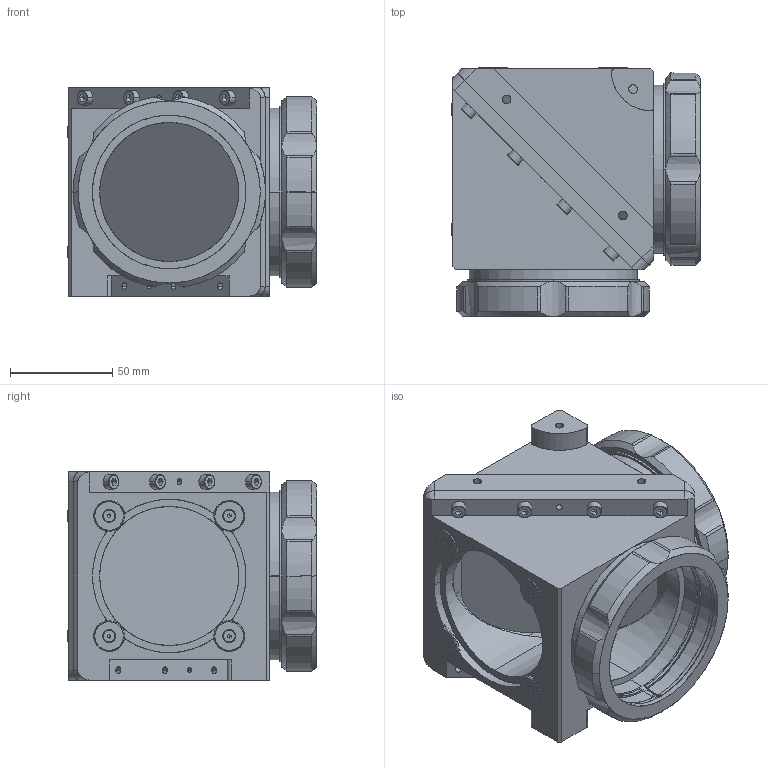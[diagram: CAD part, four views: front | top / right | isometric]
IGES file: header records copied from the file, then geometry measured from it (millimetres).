
Start section: SolidWorks IGES file using analytic representation for surfaces
Global section: file name: DP22433 -A_CMBS048.igs; native system: SolidWorks 2021; preprocessor: SolidWorks 2021; author: piermario; date: 211126.162706; units: millimetre
Bounding box: 121.79 x 121.79 x 102 mm (x, y, z)
Surface area: 150566 mm2 (no closed solid volume)
Topology: 0 solids, 0 shells, 532 faces, 9532 edges, 9500 vertices
Faces by surface type: revolution 342, bspline 190
